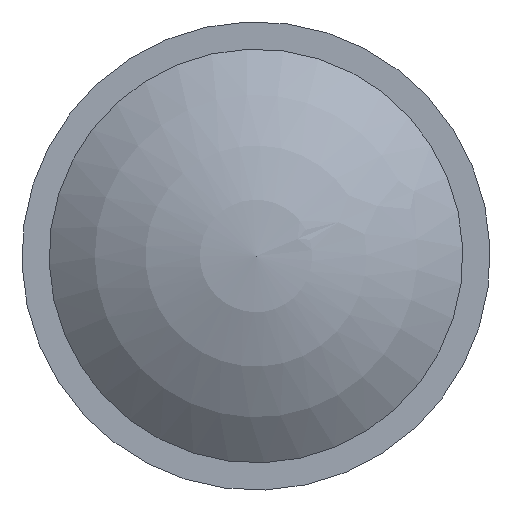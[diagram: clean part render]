
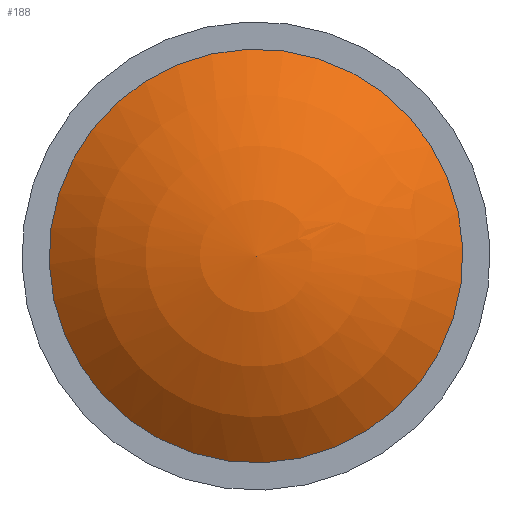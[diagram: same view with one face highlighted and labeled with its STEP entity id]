
A CAD part, front view. The second image highlights one B-rep face of the part: STEP entity #188.
In plain terms, the highlighted spherical face has radius 4.011 mm.
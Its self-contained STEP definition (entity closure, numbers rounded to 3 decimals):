
#90=CARTESIAN_POINT('',(8.451,-17.782,42.695));
#91=VERTEX_POINT('',#90);
#98=CARTESIAN_POINT('',(6.,-17.782,41.686));
#99=DIRECTION('',(0.,1.,0.));
#100=DIRECTION('',(0.925,-0.,0.38));
#101=AXIS2_PLACEMENT_3D('',#98,#99,#100);
#102=CIRCLE('',#101,2.65);
#103=EDGE_CURVE('',#91,#91,#102,.T.);
#170=CARTESIAN_POINT('',(6.,-14.77,41.686));
#171=DIRECTION('',(0.,1.,0.));
#172=DIRECTION('',(0.925,-0.,0.38));
#173=AXIS2_PLACEMENT_3D('',#170,#171,#172);
#174=SPHERICAL_SURFACE('',#173,4.011);
#175=CARTESIAN_POINT('',(6.,-18.782,41.686));
#176=VERTEX_POINT('',#175);
#177=CARTESIAN_POINT('',(6.,-14.77,41.686));
#178=DIRECTION('',(0.38,0.,-0.925));
#179=DIRECTION('',(0.925,-0.,0.38));
#180=AXIS2_PLACEMENT_3D('',#177,#178,#179);
#181=CIRCLE('',#180,4.011);
#182=EDGE_CURVE('',#91,#176,#181,.T.);
#183=ORIENTED_EDGE('',*,*,#182,.T.);
#184=ORIENTED_EDGE('',*,*,#182,.F.);
#185=ORIENTED_EDGE('',*,*,#103,.F.);
#186=EDGE_LOOP('',(#183,#184,#185));
#187=FACE_BOUND('',#186,.T.);
#188=ADVANCED_FACE('',(#187),#174,.T.);
